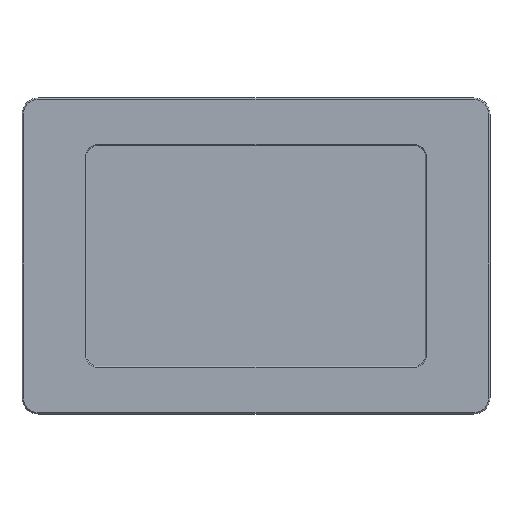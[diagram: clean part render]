
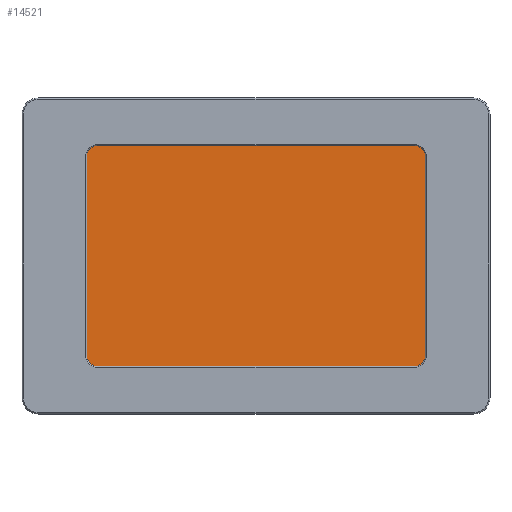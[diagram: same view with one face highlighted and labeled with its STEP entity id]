
A CAD part, top view. The second image highlights one B-rep face of the part: STEP entity #14521.
In plain terms, the highlighted planar face has unit normal (0, 0, 1).
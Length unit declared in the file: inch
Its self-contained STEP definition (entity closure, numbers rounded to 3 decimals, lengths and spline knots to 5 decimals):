
#547=PLANE('',#15523);
#1457=FACE_OUTER_BOUND('',#2311,.T.);
#2311=EDGE_LOOP('',(#12287,#12288,#12289,#12290,#12291,#12292,#12293,#12294));
#2664=CIRCLE('',#15391,0.255);
#2665=CIRCLE('',#15394,0.255);
#2700=CIRCLE('',#15512,0.255);
#2702=CIRCLE('',#15517,0.255);
#4085=LINE('',#24982,#5451);
#4089=LINE('',#24991,#5455);
#4172=LINE('',#25330,#5538);
#4183=LINE('',#25361,#5549);
#5451=VECTOR('',#18176,0.3937);
#5455=VECTOR('',#18186,0.3937);
#5538=VECTOR('',#18499,0.3937);
#5549=VECTOR('',#18536,0.3937);
#6749=VERTEX_POINT('',#24980);
#6750=VERTEX_POINT('',#24981);
#6751=VERTEX_POINT('',#24986);
#6752=VERTEX_POINT('',#24990);
#6753=VERTEX_POINT('',#24994);
#6833=VERTEX_POINT('',#25329);
#6836=VERTEX_POINT('',#25341);
#6839=VERTEX_POINT('',#25353);
#8545=EDGE_CURVE('',#6749,#6750,#4085,.T.);
#8548=EDGE_CURVE('',#6751,#6749,#2664,.T.);
#8550=EDGE_CURVE('',#6752,#6751,#4089,.T.);
#8552=EDGE_CURVE('',#6753,#6752,#2665,.T.);
#8687=EDGE_CURVE('',#6833,#6753,#4172,.T.);
#8693=EDGE_CURVE('',#6836,#6833,#2700,.T.);
#8699=EDGE_CURVE('',#6750,#6839,#2702,.T.);
#8703=EDGE_CURVE('',#6839,#6836,#4183,.T.);
#12287=ORIENTED_EDGE('',*,*,#8552,.F.);
#12288=ORIENTED_EDGE('',*,*,#8687,.F.);
#12289=ORIENTED_EDGE('',*,*,#8693,.F.);
#12290=ORIENTED_EDGE('',*,*,#8703,.F.);
#12291=ORIENTED_EDGE('',*,*,#8699,.F.);
#12292=ORIENTED_EDGE('',*,*,#8545,.F.);
#12293=ORIENTED_EDGE('',*,*,#8548,.F.);
#12294=ORIENTED_EDGE('',*,*,#8550,.F.);
#14521=ADVANCED_FACE('',(#1457),#547,.T.);
#15391=AXIS2_PLACEMENT_3D('',#24987,#18181,#18182);
#15394=AXIS2_PLACEMENT_3D('',#24995,#18190,#18191);
#15512=AXIS2_PLACEMENT_3D('',#25342,#18512,#18513);
#15517=AXIS2_PLACEMENT_3D('',#25354,#18526,#18527);
#15523=AXIS2_PLACEMENT_3D('',#25365,#18542,#18543);
#18176=DIRECTION('',(0.,1.,0.));
#18181=DIRECTION('center_axis',(0.,0.,
-1.));
#18182=DIRECTION('ref_axis',(1.,0.,0.));
#18186=DIRECTION('',(-1.,0.,0.));
#18190=DIRECTION('center_axis',(0.,0.,
-1.));
#18191=DIRECTION('ref_axis',(0.,1.,0.));
#18499=DIRECTION('',(0.,-1.,0.));
#18512=DIRECTION('center_axis',(0.,0.,
-1.));
#18513=DIRECTION('ref_axis',(-1.,0.,0.));
#18526=DIRECTION('center_axis',(0.,0.,
-1.));
#18527=DIRECTION('ref_axis',(0.,-1.,0.));
#18536=DIRECTION('',(1.,0.,0.));
#18542=DIRECTION('center_axis',(0.,0.,
1.));
#18543=DIRECTION('ref_axis',(1.,0.,0.));
#24980=CARTESIAN_POINT('',(1.52,1.375,0.62));
#24981=CARTESIAN_POINT('',(1.52,6.055,0.62));
#24982=CARTESIAN_POINT('',(1.52,2.545,0.62));
#24986=CARTESIAN_POINT('',(1.775,1.12,0.62));
#24987=CARTESIAN_POINT('Origin',(1.775,1.375,0.62));
#24990=CARTESIAN_POINT('',(9.225,1.12,0.62));
#24991=CARTESIAN_POINT('',(7.3625,1.12,0.62));
#24994=CARTESIAN_POINT('',(9.48,1.375,0.62));
#24995=CARTESIAN_POINT('Origin',(9.225,1.375,0.62));
#25329=CARTESIAN_POINT('',(9.48,6.055,0.62));
#25330=CARTESIAN_POINT('',(9.48,4.885,0.62));
#25341=CARTESIAN_POINT('',(9.225,6.31,0.62));
#25342=CARTESIAN_POINT('Origin',(9.225,6.055,0.62));
#25353=CARTESIAN_POINT('',(1.775,6.31,0.62));
#25354=CARTESIAN_POINT('Origin',(1.775,6.055,0.62));
#25361=CARTESIAN_POINT('',(3.6375,6.31,0.62));
#25365=CARTESIAN_POINT('Origin',(5.5,3.715,0.62));
